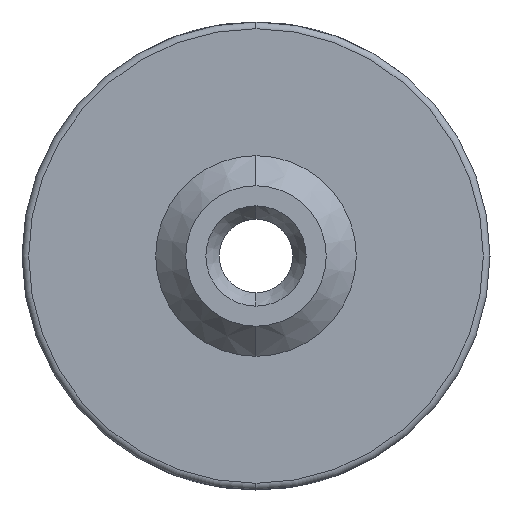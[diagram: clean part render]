
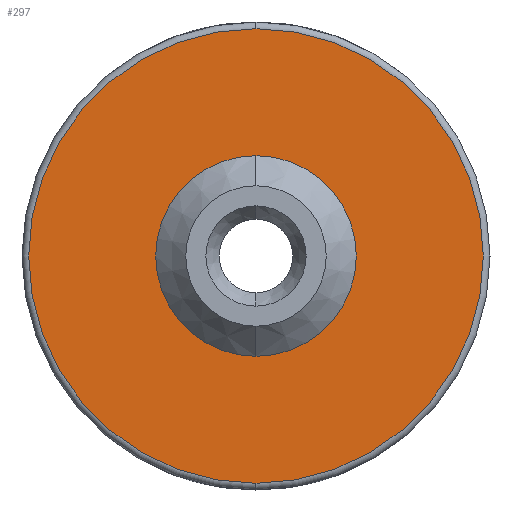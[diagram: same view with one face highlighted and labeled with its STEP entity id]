
A CAD part, left-side view. The second image highlights one B-rep face of the part: STEP entity #297.
In plain terms, the highlighted planar face has unit normal (-1, 0, 0).
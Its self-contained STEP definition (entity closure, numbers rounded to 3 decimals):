
#3 = CARTESIAN_POINT ( 'NONE',  ( -28., 0., 0. ) ) ;
#8 = CIRCLE ( 'NONE', #44, 2.6 ) ;
#16 = PLANE ( 'NONE',  #97 ) ;
#44 = AXIS2_PLACEMENT_3D ( 'NONE', #1012, #261, #955 ) ;
#97 = AXIS2_PLACEMENT_3D ( 'NONE', #354, #940, #183 ) ;
#129 = DIRECTION ( 'NONE',  ( 0., 0., 1. ) ) ;
#146 = EDGE_LOOP ( 'NONE', ( #239, #481 ) ) ;
#161 = AXIS2_PLACEMENT_3D ( 'NONE', #446, #1067, #129 ) ;
#176 = DIRECTION ( 'NONE',  ( -1., 0., 0. ) ) ;
#183 = DIRECTION ( 'NONE',  ( 0., 0., -1. ) ) ;
#228 = EDGE_CURVE ( 'NONE', #730, #561, #8, .T. ) ;
#239 = ORIENTED_EDGE ( 'NONE', *, *, #1014, .T. ) ;
#249 = CARTESIAN_POINT ( 'NONE',  ( -28., 0., -6.8 ) ) ;
#251 = EDGE_LOOP ( 'NONE', ( #684, #886 ) ) ;
#261 = DIRECTION ( 'NONE',  ( -1., 0., 0. ) ) ;
#279 = FACE_OUTER_BOUND ( 'NONE', #146, .T. ) ;
#285 = VERTEX_POINT ( 'NONE', #600 ) ;
#297 = ADVANCED_FACE ( 'NONE', ( #848, #279 ), #16, .F. ) ;
#306 = DIRECTION ( 'NONE',  ( 0., 0., 1. ) ) ;
#354 = CARTESIAN_POINT ( 'NONE',  ( -28., 0., -6.8 ) ) ;
#446 = CARTESIAN_POINT ( 'NONE',  ( -28., 0., 0. ) ) ;
#478 = EDGE_CURVE ( 'NONE', #561, #730, #1093, .T. ) ;
#481 = ORIENTED_EDGE ( 'NONE', *, *, #1068, .T. ) ;
#511 = DIRECTION ( 'NONE',  ( 0., 0., 1. ) ) ;
#513 = AXIS2_PLACEMENT_3D ( 'NONE', #634, #957, #306 ) ;
#561 = VERTEX_POINT ( 'NONE', #786 ) ;
#598 = CIRCLE ( 'NONE', #513, 6.8 ) ;
#600 = CARTESIAN_POINT ( 'NONE',  ( -28., 0., 6.8 ) ) ;
#634 = CARTESIAN_POINT ( 'NONE',  ( -28., 0., 0. ) ) ;
#684 = ORIENTED_EDGE ( 'NONE', *, *, #478, .F. ) ;
#707 = VERTEX_POINT ( 'NONE', #249 ) ;
#723 = CIRCLE ( 'NONE', #161, 6.8 ) ;
#730 = VERTEX_POINT ( 'NONE', #906 ) ;
#786 = CARTESIAN_POINT ( 'NONE',  ( -28., 0., 2.6 ) ) ;
#848 = FACE_BOUND ( 'NONE', #251, .T. ) ;
#886 = ORIENTED_EDGE ( 'NONE', *, *, #228, .F. ) ;
#906 = CARTESIAN_POINT ( 'NONE',  ( -28., 0., -2.6 ) ) ;
#940 = DIRECTION ( 'NONE',  ( 1., 0., 0. ) ) ;
#955 = DIRECTION ( 'NONE',  ( 0., 0., 1. ) ) ;
#957 = DIRECTION ( 'NONE',  ( -1., 0., 0. ) ) ;
#966 = AXIS2_PLACEMENT_3D ( 'NONE', #3, #176, #511 ) ;
#1012 = CARTESIAN_POINT ( 'NONE',  ( -28., 0., 0. ) ) ;
#1014 = EDGE_CURVE ( 'NONE', #285, #707, #598, .T. ) ;
#1067 = DIRECTION ( 'NONE',  ( -1., 0., 0. ) ) ;
#1068 = EDGE_CURVE ( 'NONE', #707, #285, #723, .T. ) ;
#1093 = CIRCLE ( 'NONE', #966, 2.6 ) ;
